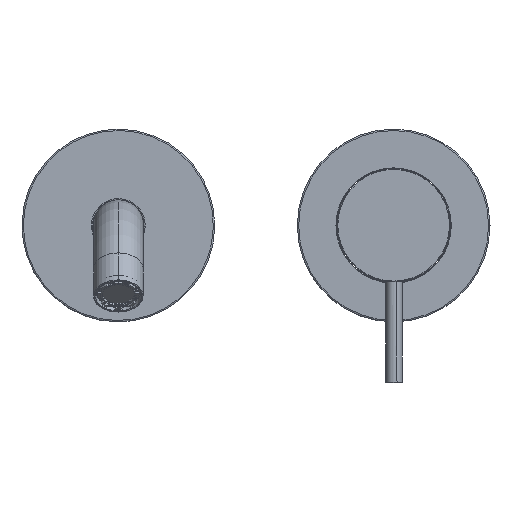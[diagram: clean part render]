
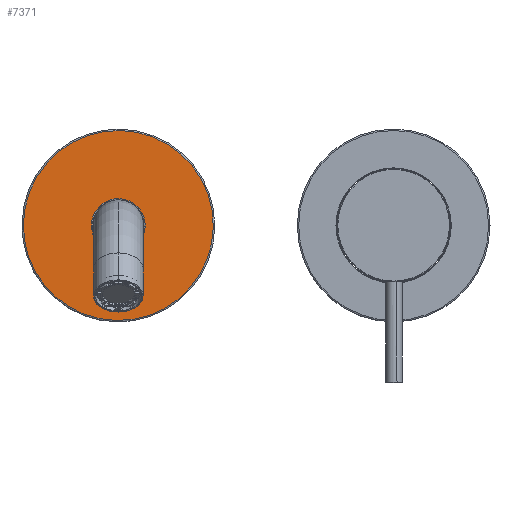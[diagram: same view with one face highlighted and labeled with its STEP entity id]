
A CAD part, top view. The second image highlights one B-rep face of the part: STEP entity #7371.
In plain terms, the highlighted planar face has unit normal (0, 0, 1).
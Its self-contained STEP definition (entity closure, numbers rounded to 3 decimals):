
#10 = EDGE_CURVE ( 'NONE', #5568, #2060, #8465, .T. ) ;
#183 = EDGE_LOOP ( 'NONE', ( #2344, #7952 ) ) ;
#237 = CIRCLE ( 'NONE', #7706, 34.5 ) ;
#342 = CARTESIAN_POINT ( 'NONE',  ( 0., 0., 4. ) ) ;
#708 = EDGE_CURVE ( 'NONE', #8066, #3650, #2846, .T. ) ;
#930 = ORIENTED_EDGE ( 'NONE', *, *, #708, .T. ) ;
#1335 = AXIS2_PLACEMENT_3D ( 'NONE', #5239, #6587, #4534 ) ;
#1401 = AXIS2_PLACEMENT_3D ( 'NONE', #7523, #4760, #6764 ) ;
#2060 = VERTEX_POINT ( 'NONE', #2527 ) ;
#2129 = EDGE_CURVE ( 'NONE', #2060, #5568, #4313, .T. ) ;
#2308 = DIRECTION ( 'NONE',  ( 0., -1., 0. ) ) ;
#2344 = ORIENTED_EDGE ( 'NONE', *, *, #10, .T. ) ;
#2527 = CARTESIAN_POINT ( 'NONE',  ( 0., 9.75, 4. ) ) ;
#2742 = CARTESIAN_POINT ( 'NONE',  ( 0., 0., 4. ) ) ;
#2781 = FACE_OUTER_BOUND ( 'NONE', #8234, .T. ) ;
#2811 = CARTESIAN_POINT ( 'NONE',  ( 0., 0., 4. ) ) ;
#2846 = CIRCLE ( 'NONE', #6505, 34.5 ) ;
#3268 = AXIS2_PLACEMENT_3D ( 'NONE', #342, #6961, #8441 ) ;
#3382 = EDGE_CURVE ( 'NONE', #3650, #8066, #237, .T. ) ;
#3650 = VERTEX_POINT ( 'NONE', #6701 ) ;
#3660 = FACE_BOUND ( 'NONE', #183, .T. ) ;
#4007 = DIRECTION ( 'NONE',  ( 0., 0., 1. ) ) ;
#4281 = PLANE ( 'NONE',  #3268 ) ;
#4313 = CIRCLE ( 'NONE', #1335, 9.75 ) ;
#4534 = DIRECTION ( 'NONE',  ( 0., -1., 0. ) ) ;
#4678 = DIRECTION ( 'NONE',  ( 0., -1., 0. ) ) ;
#4760 = DIRECTION ( 'NONE',  ( 0., 0., -1. ) ) ;
#5126 = CARTESIAN_POINT ( 'NONE',  ( 0., -9.75, 4. ) ) ;
#5239 = CARTESIAN_POINT ( 'NONE',  ( 0., 0., 4. ) ) ;
#5449 = DIRECTION ( 'NONE',  ( 0., 0., 1. ) ) ;
#5568 = VERTEX_POINT ( 'NONE', #5126 ) ;
#5722 = CARTESIAN_POINT ( 'NONE',  ( 0., 34.5, 4. ) ) ;
#6505 = AXIS2_PLACEMENT_3D ( 'NONE', #2742, #5449, #2308 ) ;
#6587 = DIRECTION ( 'NONE',  ( 0., 0., -1. ) ) ;
#6701 = CARTESIAN_POINT ( 'NONE',  ( 0., -34.5, 4. ) ) ;
#6764 = DIRECTION ( 'NONE',  ( 0., -1., 0. ) ) ;
#6961 = DIRECTION ( 'NONE',  ( 0., 0., 1. ) ) ;
#7371 = ADVANCED_FACE ( 'NONE', ( #3660, #2781 ), #4281, .T. ) ;
#7523 = CARTESIAN_POINT ( 'NONE',  ( 0., 0., 4. ) ) ;
#7706 = AXIS2_PLACEMENT_3D ( 'NONE', #2811, #4007, #4678 ) ;
#7952 = ORIENTED_EDGE ( 'NONE', *, *, #2129, .T. ) ;
#7990 = ORIENTED_EDGE ( 'NONE', *, *, #3382, .T. ) ;
#8066 = VERTEX_POINT ( 'NONE', #5722 ) ;
#8234 = EDGE_LOOP ( 'NONE', ( #7990, #930 ) ) ;
#8441 = DIRECTION ( 'NONE',  ( 1., 0., 0. ) ) ;
#8465 = CIRCLE ( 'NONE', #1401, 9.75 ) ;
